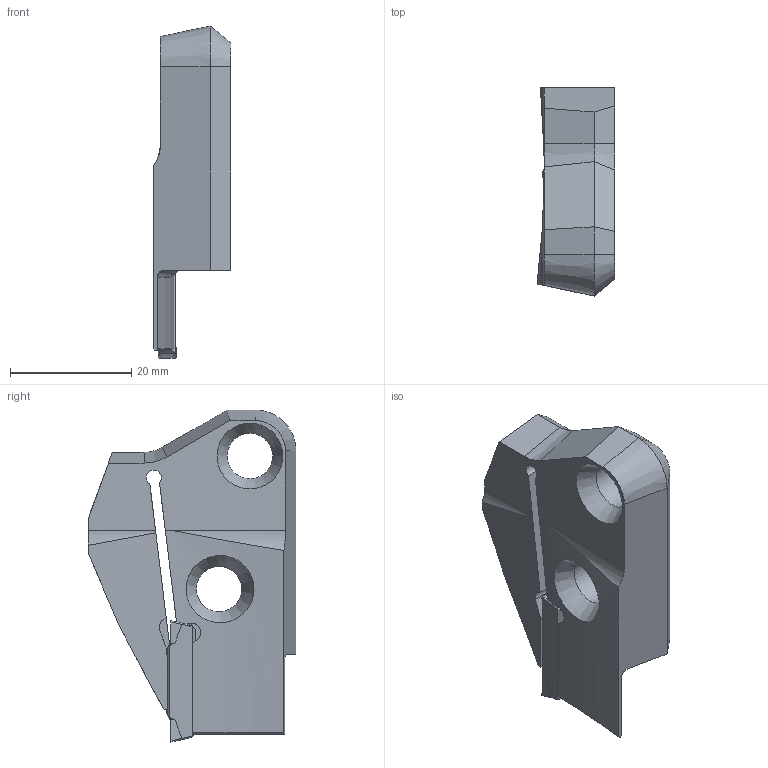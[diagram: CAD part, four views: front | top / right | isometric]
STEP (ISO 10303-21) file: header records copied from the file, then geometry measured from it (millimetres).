
FILE_DESCRIPTION(/* description */ (''),/* implementation_level */ '2;1');
FILE_NAME(/* name */ 'A4M50R0314B130300_GTM.stp',/* time_stamp */ '2014-10-06T12:54:21+01:00',/* author */ (''),/* organization */ (''),/* preprocessor_version */ 'ST-DEVELOPER v15',/* originating_system */ 'SIEMENS PLM Software NX 9.0',/* authorisation */ '');
FILE_SCHEMA (('AUTOMOTIVE_DESIGN { 1 0 10303 214 3 1 1 1 }'));
Length unit declared in the file: millimetre
Products named in the file (1): A4M50R0314B130300_GTM
Bounding box: 12.84 x 34.29 x 54.75 mm (x, y, z)
Volume: 11734.9 mm3; surface area: 5395.8 mm2
Topology: 2 solids, 2 shells, 115 faces, 308 edges, 198 vertices
Faces by surface type: plane 54, cylinder 22, bspline 19, cone 8, extrusion 8, torus 3, sphere 1
Full cylindrical faces by diameter (mm): 7.5 x2
Entity records: 4051 total; most frequent: CARTESIAN_POINT 1349, ORIENTED_EDGE 600, DIRECTION 489, EDGE_CURVE 300, VERTEX_POINT 195, VECTOR 175, LINE 167, AXIS2_PLACEMENT_3D 157
